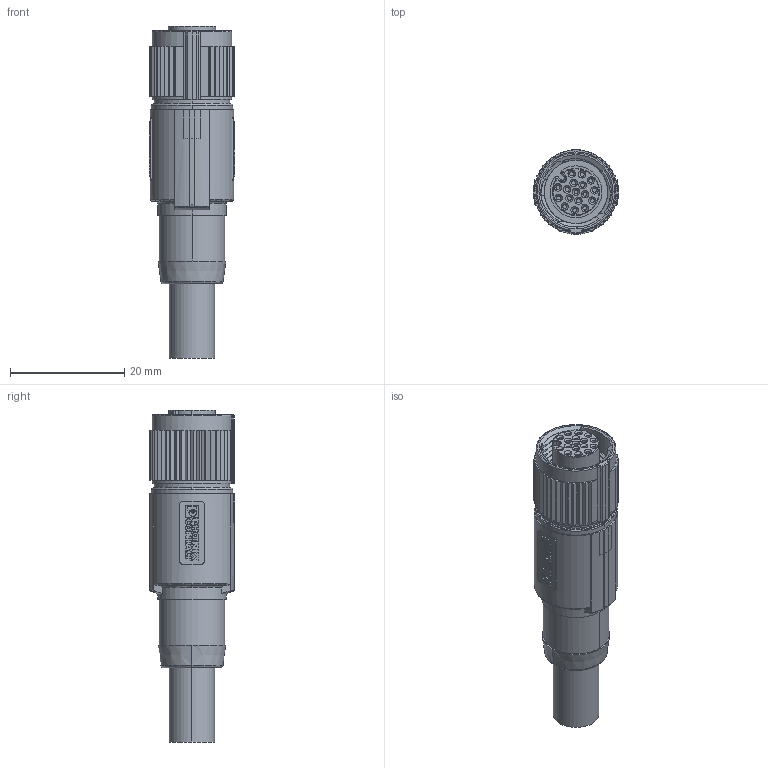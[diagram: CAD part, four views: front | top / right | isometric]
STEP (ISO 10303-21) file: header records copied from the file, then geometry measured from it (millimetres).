
FILE_DESCRIPTION(('SolidDesigner STEP Export'),'2;1');
FILE_NAME('1430792.stp','2009-02-26T11:19:11',(''),(''),'CoCreate Modeling STEP processor for AP214 (Solid Model)','CoCreate Modeling 16.00A 16-Aug-2008 (C) Parametric Technology GmbH','');
FILE_SCHEMA(('AUTOMOTIVE_DESIGN { 1 0 10303 214 1 1 1 1 }'));
Length unit declared in the file: millimetre
Products named in the file (1): 1430792
Bounding box: 15 x 15.01 x 58.2 mm (x, y, z)
Volume: 6617 mm3; surface area: 3643.5 mm2
Topology: 1 solids, 1 shells, 764 faces, 2020 edges, 1325 vertices
Faces by surface type: plane 407, cylinder 166, extrusion 64, torus 43, cone 43, bspline 37, sphere 4
Entity records: 32580 total; most frequent: CARTESIAN_POINT 8584, ORIENTED_EDGE 4040, DIRECTION 3130, EDGE_CURVE 2020, VECTOR 1354, VERTEX_POINT 1325, LINE 1290, AXIS2_PLACEMENT_3D 888
